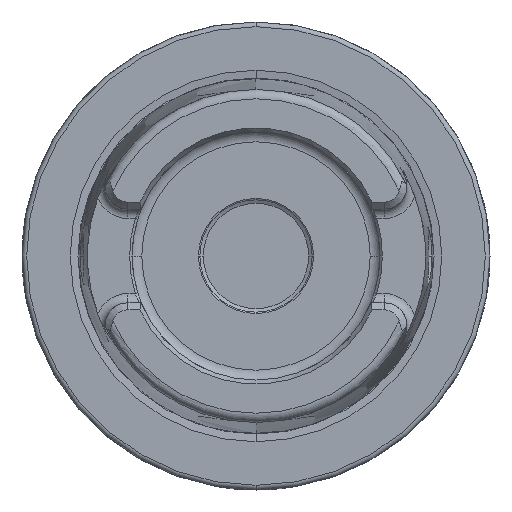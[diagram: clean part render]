
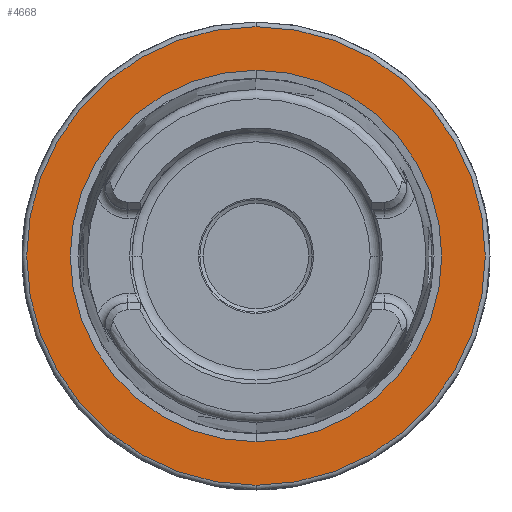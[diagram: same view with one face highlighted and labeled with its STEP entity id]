
A CAD part, left-side view. The second image highlights one B-rep face of the part: STEP entity #4668.
In plain terms, the highlighted planar face has unit normal (-1, 0, 0).
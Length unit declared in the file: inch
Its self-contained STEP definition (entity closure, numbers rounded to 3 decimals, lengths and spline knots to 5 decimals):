
#1361=CARTESIAN_POINT('',(0.,0.,0.));
#1362=DIRECTION('',(1.,0.,0.));
#1363=DIRECTION('',(0.,0.,-1.));
#1364=AXIS2_PLACEMENT_3D('',#1361,#1362,#1363);
#1366=CARTESIAN_POINT('',(0.,0.,0.));
#1367=DIRECTION('',(1.,0.,0.));
#1368=DIRECTION('',(0.,0.,1.));
#1369=AXIS2_PLACEMENT_3D('',#1366,#1367,#1368);
#1371=CARTESIAN_POINT('',(0.,0.,0.));
#1372=DIRECTION('',(-1.,0.,0.));
#1373=DIRECTION('',(0.,0.,-1.));
#1374=AXIS2_PLACEMENT_3D('',#1371,#1372,#1373);
#1376=CARTESIAN_POINT('',(0.,0.,0.));
#1377=DIRECTION('',(-1.,0.,0.));
#1378=DIRECTION('',(0.,0.,1.));
#1379=AXIS2_PLACEMENT_3D('',#1376,#1377,#1378);
#2658=CARTESIAN_POINT('',(0.,0.,-1.56229));
#2659=CARTESIAN_POINT('',(0.,0.,1.56229));
#2660=VERTEX_POINT('',#2658);
#2661=VERTEX_POINT('',#2659);
#2971=CARTESIAN_POINT('',(0.,0.,-1.92913));
#2972=CARTESIAN_POINT('',(0.,0.,1.92913));
#2973=VERTEX_POINT('',#2971);
#2974=VERTEX_POINT('',#2972);
#4652=CARTESIAN_POINT('',(0.,0.,0.));
#4653=DIRECTION('',(1.,0.,0.));
#4654=DIRECTION('',(0.,0.,1.));
#4655=AXIS2_PLACEMENT_3D('',#4652,#4653,#4654);
#4656=PLANE('',#4655);
#4658=ORIENTED_EDGE('',*,*,#4657,.F.);
#4659=ORIENTED_EDGE('',*,*,#4642,.F.);
#4660=EDGE_LOOP('',(#4658,#4659));
#4661=FACE_OUTER_BOUND('',#4660,.F.);
#4663=ORIENTED_EDGE('',*,*,#4662,.F.);
#4665=ORIENTED_EDGE('',*,*,#4664,.F.);
#4666=EDGE_LOOP('',(#4663,#4665));
#4667=FACE_BOUND('',#4666,.F.);
#4668=ADVANCED_FACE('',(#4661,#4667),#4656,.F.);
#1365=CIRCLE('',#1364,1.56229);
#1370=CIRCLE('',#1369,1.56229);
#1375=CIRCLE('',#1374,1.92913);
#1380=CIRCLE('',#1379,1.92913);
#4642=EDGE_CURVE('',#2974,#2973,#1380,.T.);
#4657=EDGE_CURVE('',#2973,#2974,#1375,.T.);
#4662=EDGE_CURVE('',#2660,#2661,#1365,.T.);
#4664=EDGE_CURVE('',#2661,#2660,#1370,.T.);
